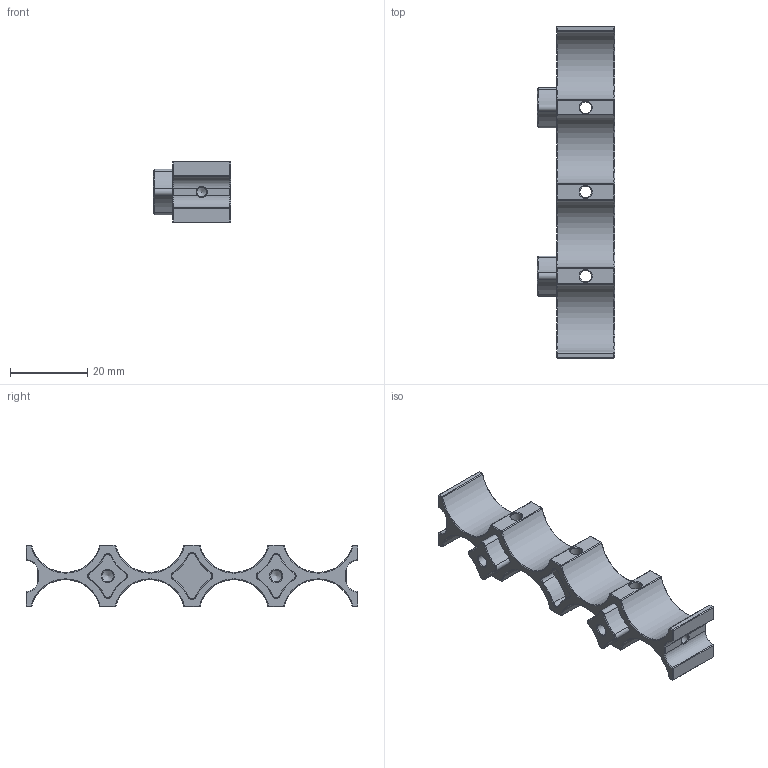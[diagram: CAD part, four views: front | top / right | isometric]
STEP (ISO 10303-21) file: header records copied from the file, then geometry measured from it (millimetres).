
FILE_DESCRIPTION((''),'2;1');
FILE_NAME('batpack-5-middle-pcb.stp','2013-03-04T14:22:46',('karl'),(''),'Autodesk Inventor 2011','Autodesk Inventor 2011','');
FILE_SCHEMA(('AUTOMOTIVE_DESIGN { 1 0 10303 214 1 1 1 1 }'));
Length unit declared in the file: millimetre
Products named in the file (1): batpack-5-middle-pcb
Bounding box: 20 x 85.9 x 16 mm (x, y, z)
Volume: 7848.3 mm3; surface area: 6573.3 mm2
Topology: 1 solids, 1 shells, 369 faces, 872 edges, 509 vertices
Faces by surface type: bspline 128, plane 90, cone 84, cylinder 67
Full cylindrical faces by diameter (mm): 2.5 x2, 3 x5
Entity records: 14844 total; most frequent: CARTESIAN_POINT 7226, ORIENTED_EDGE 1688, DIRECTION 1316, EDGE_CURVE 844, VERTEX_POINT 500, AXIS2_PLACEMENT_3D 454, VECTOR 408, LINE 408
